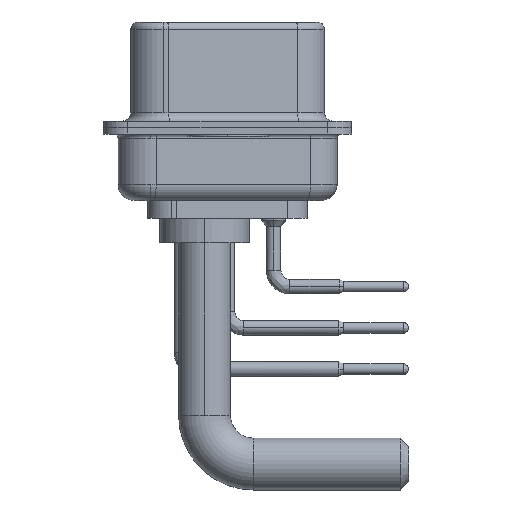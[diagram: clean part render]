
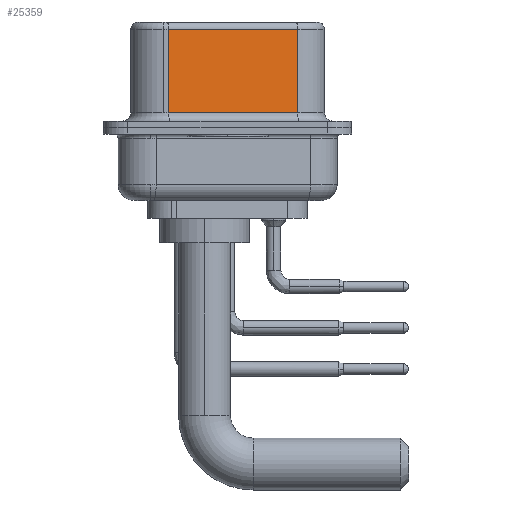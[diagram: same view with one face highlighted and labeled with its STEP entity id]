
A CAD part, left-side view. The second image highlights one B-rep face of the part: STEP entity #25359.
In plain terms, the highlighted planar face has unit normal (-0.985, -0.174, 0).
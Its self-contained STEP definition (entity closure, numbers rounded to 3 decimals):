
#856 = ORIENTED_EDGE ( 'NONE', *, *, #9907, .T. ) ;
#2947 = DIRECTION ( 'NONE',  ( -0.174, 0.985, 0. ) ) ;
#3206 = AXIS2_PLACEMENT_3D ( 'NONE', #20958, #6046, #2947 ) ;
#3652 = CARTESIAN_POINT ( 'NONE',  ( 5.132, -4.322, 0.9 ) ) ;
#5640 = CARTESIAN_POINT ( 'NONE',  ( 3.73, 3.628, 6.02 ) ) ;
#6046 = DIRECTION ( 'NONE',  ( 0.985, 0.174, 0. ) ) ;
#6432 = LINE ( 'NONE', #3652, #25117 ) ;
#8257 = CARTESIAN_POINT ( 'NONE',  ( 5.132, -4.322, 6.02 ) ) ;
#8563 = LINE ( 'NONE', #8257, #23792 ) ;
#9412 = VECTOR ( 'NONE', #16827, 1000. ) ;
#9907 = EDGE_CURVE ( 'NONE', #11758, #25185, #6432, .T. ) ;
#10945 = FACE_OUTER_BOUND ( 'NONE', #12574, .T. ) ;
#11758 = VERTEX_POINT ( 'NONE', #27048 ) ;
#12574 = EDGE_LOOP ( 'NONE', ( #30283, #16097, #14193, #856 ) ) ;
#12763 = EDGE_CURVE ( 'NONE', #18769, #32177, #8563, .T. ) ;
#14193 = ORIENTED_EDGE ( 'NONE', *, *, #27327, .T. ) ;
#14224 = VECTOR ( 'NONE', #19183, 1000. ) ;
#16097 = ORIENTED_EDGE ( 'NONE', *, *, #12763, .T. ) ;
#16827 = DIRECTION ( 'NONE',  ( 0., 0., -1. ) ) ;
#16884 = CARTESIAN_POINT ( 'NONE',  ( 5.132, -4.322, 6.02 ) ) ;
#16995 = CARTESIAN_POINT ( 'NONE',  ( 5.132, -4.322, 6.52 ) ) ;
#18710 = LINE ( 'NONE', #24420, #14224 ) ;
#18769 = VERTEX_POINT ( 'NONE', #16884 ) ;
#19053 = CARTESIAN_POINT ( 'NONE',  ( 5.132, -4.322, 0.9 ) ) ;
#19183 = DIRECTION ( 'NONE',  ( 0., 0., -1. ) ) ;
#20958 = CARTESIAN_POINT ( 'NONE',  ( 5.132, -4.322, 6.52 ) ) ;
#23792 = VECTOR ( 'NONE', #30573, 1000. ) ;
#23976 = DIRECTION ( 'NONE',  ( 0.174, -0.985, 0. ) ) ;
#24212 = EDGE_CURVE ( 'NONE', #18769, #25185, #26338, .T. ) ;
#24420 = CARTESIAN_POINT ( 'NONE',  ( 3.73, 3.628, 6.52 ) ) ;
#25117 = VECTOR ( 'NONE', #23976, 1000. ) ;
#25185 = VERTEX_POINT ( 'NONE', #19053 ) ;
#25359 = ADVANCED_FACE ( 'NONE', ( #10945 ), #31131, .F. ) ;
#26338 = LINE ( 'NONE', #16995, #9412 ) ;
#27048 = CARTESIAN_POINT ( 'NONE',  ( 3.73, 3.628, 0.9 ) ) ;
#27327 = EDGE_CURVE ( 'NONE', #32177, #11758, #18710, .T. ) ;
#30283 = ORIENTED_EDGE ( 'NONE', *, *, #24212, .F. ) ;
#30573 = DIRECTION ( 'NONE',  ( -0.174, 0.985, 0. ) ) ;
#31131 = PLANE ( 'NONE',  #3206 ) ;
#32177 = VERTEX_POINT ( 'NONE', #5640 ) ;
